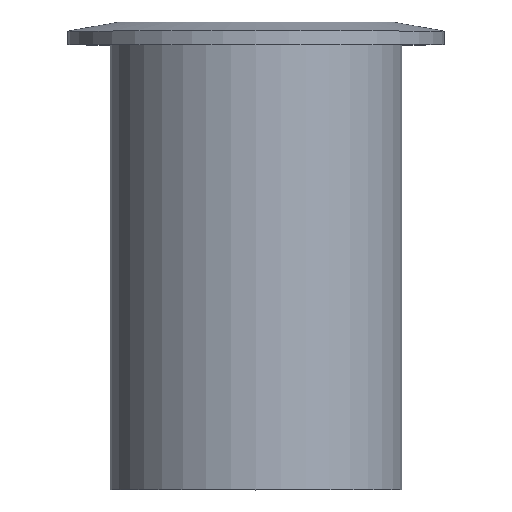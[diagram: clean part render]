
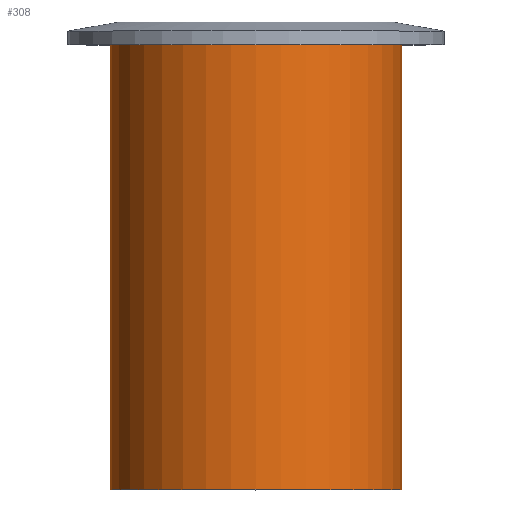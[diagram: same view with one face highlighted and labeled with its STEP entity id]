
A CAD part, top view. The second image highlights one B-rep face of the part: STEP entity #308.
In plain terms, the highlighted cylindrical face has radius 4.915 mm (diameter 9.83 mm), a partial arc.
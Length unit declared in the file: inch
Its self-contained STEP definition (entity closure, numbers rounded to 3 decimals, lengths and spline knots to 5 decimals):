
#7 = EDGE_CURVE ( 'NONE', #443, #249, #428, .T. ) ;
#21 = DIRECTION ( 'NONE',  ( 0., -1., 0. ) ) ;
#27 = EDGE_LOOP ( 'NONE', ( #40, #152, #382, #53 ) ) ;
#35 = LINE ( 'NONE', #211, #45 ) ;
#36 = CIRCLE ( 'NONE', #171, 0.1935 ) ;
#40 = ORIENTED_EDGE ( 'NONE', *, *, #324, .T. ) ;
#43 = CARTESIAN_POINT ( 'NONE',  ( -0.1935, -0.62, 0. ) ) ;
#45 = VECTOR ( 'NONE', #425, 39.37008 ) ;
#53 = ORIENTED_EDGE ( 'NONE', *, *, #294, .F. ) ;
#58 = CARTESIAN_POINT ( 'NONE',  ( 0., -0.62, 0. ) ) ;
#63 = DIRECTION ( 'NONE',  ( 1., 0., 0. ) ) ;
#100 = DIRECTION ( 'NONE',  ( 1., 0., 0. ) ) ;
#110 = AXIS2_PLACEMENT_3D ( 'NONE', #466, #281, #100 ) ;
#131 = DIRECTION ( 'NONE',  ( 1., 0., 0. ) ) ;
#152 = ORIENTED_EDGE ( 'NONE', *, *, #7, .T. ) ;
#169 = VERTEX_POINT ( 'NONE', #277 ) ;
#171 = AXIS2_PLACEMENT_3D ( 'NONE', #58, #345, #63 ) ;
#173 = CIRCLE ( 'NONE', #220, 0.1935 ) ;
#211 = CARTESIAN_POINT ( 'NONE',  ( 0.1935, -0.62, 0. ) ) ;
#220 = AXIS2_PLACEMENT_3D ( 'NONE', #240, #21, #131 ) ;
#240 = CARTESIAN_POINT ( 'NONE',  ( 0., -0.03, 0. ) ) ;
#249 = VERTEX_POINT ( 'NONE', #384 ) ;
#250 = CARTESIAN_POINT ( 'NONE',  ( -0.1935, -0.03, 0. ) ) ;
#253 = VERTEX_POINT ( 'NONE', #462 ) ;
#266 = EDGE_CURVE ( 'NONE', #253, #249, #36, .T. ) ;
#277 = CARTESIAN_POINT ( 'NONE',  ( 0.1935, -0.03, 0. ) ) ;
#281 = DIRECTION ( 'NONE',  ( 0., -1., 0. ) ) ;
#294 = EDGE_CURVE ( 'NONE', #169, #253, #35, .T. ) ;
#308 = ADVANCED_FACE ( 'NONE', ( #482 ), #359, .T. ) ;
#324 = EDGE_CURVE ( 'NONE', #169, #443, #173, .T. ) ;
#328 = VECTOR ( 'NONE', #448, 39.37008 ) ;
#345 = DIRECTION ( 'NONE',  ( 0., -1., 0. ) ) ;
#359 = CYLINDRICAL_SURFACE ( 'NONE', #110, 0.1935 ) ;
#382 = ORIENTED_EDGE ( 'NONE', *, *, #266, .F. ) ;
#384 = CARTESIAN_POINT ( 'NONE',  ( -0.1935, -0.62, 0. ) ) ;
#425 = DIRECTION ( 'NONE',  ( 0., -1., 0. ) ) ;
#428 = LINE ( 'NONE', #43, #328 ) ;
#443 = VERTEX_POINT ( 'NONE', #250 ) ;
#448 = DIRECTION ( 'NONE',  ( 0., -1., 0. ) ) ;
#462 = CARTESIAN_POINT ( 'NONE',  ( 0.1935, -0.62, 0. ) ) ;
#466 = CARTESIAN_POINT ( 'NONE',  ( 0., -0.62, 0. ) ) ;
#482 = FACE_OUTER_BOUND ( 'NONE', #27, .T. ) ;
